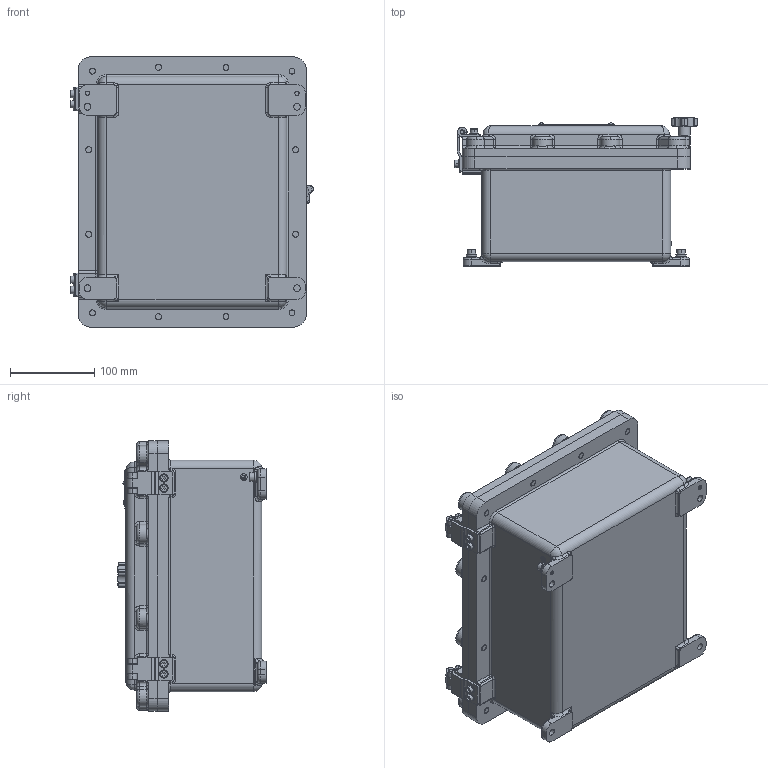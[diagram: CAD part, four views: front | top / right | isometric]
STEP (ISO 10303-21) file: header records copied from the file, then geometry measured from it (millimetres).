
FILE_DESCRIPTION (( 'STEP AP203' ), '1' );
FILE_NAME ('40203030.step', '2019-04-15T14:01:03', ( '' ), ( '' ), 'SwSTEP 2.0', 'SolidWorks 2018', '' );
FILE_SCHEMA (( 'CONFIG_CONTROL_DESIGN' ));
Length unit declared in the file: millimetre
Products named in the file (24): 92780; 93417_M8x30; 40303030; 83126; 92783; 92788; 70705; 82014_40203030; 98361; 40000036126_6g; 98360; 93412_PreviewCfg; 93711; 83131; 93414; 93426; 41149; 70755_Tag & Name Plate MCN; 56848; 92081; 98063; 93427; 40203030; 83130
Assembly tree (80 placements, depth 3):
  92788
  40000036126_6g
  40203030
    70705
    82014_40203030
    40303030
    98063  x14
    93426  x10
    93711  x4
    92081  x4
    70755_Tag & Name Plate MCN
    92783
    93414  x2
    92780
    93412_PreviewCfg  x2
    83126  x12
    93417_M8x30  x12
    41149
    56848  x2
      98360
      98361
      83130
      93427
      83131
Bounding box: 287.42 x 175.42 x 320 mm (x, y, z)
Volume: 3929891 mm3; surface area: 814090.6 mm2
Topology: 89 solids, 89 shells, 2811 faces, 6392 edges, 3763 vertices
Faces by surface type: plane 999, cylinder 976, torus 293, bspline 260, cone 239, sphere 44
Entity records: 65260 total; most frequent: CARTESIAN_POINT 22312, ORIENTED_EDGE 8160, DIRECTION 8152, EDGE_CURVE 4080, AXIS2_PLACEMENT_3D 3194, VERTEX_POINT 2464, EDGE_LOOP 1874, VECTOR 1764
